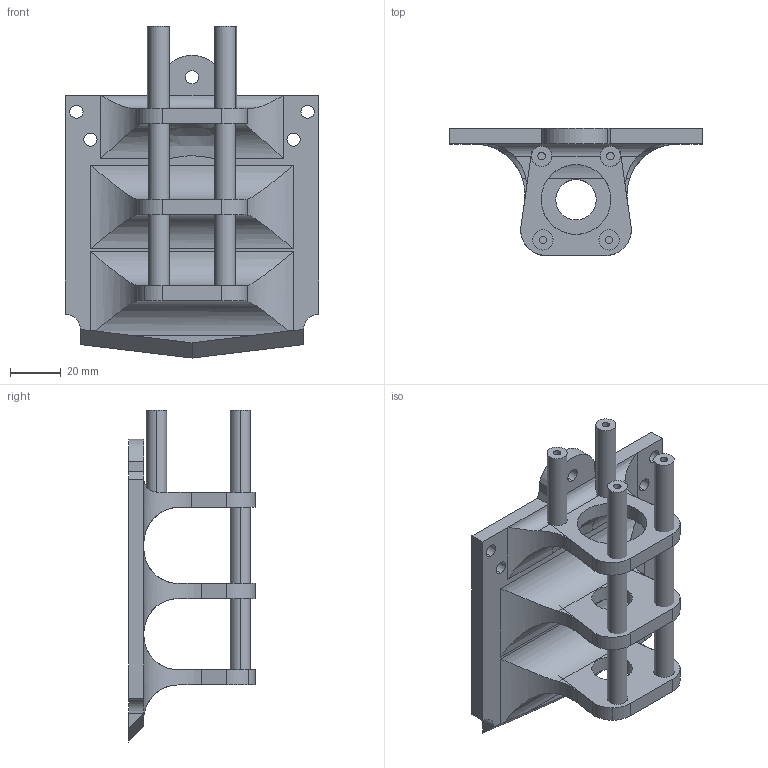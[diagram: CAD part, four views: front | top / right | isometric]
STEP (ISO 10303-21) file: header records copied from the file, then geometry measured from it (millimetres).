
FILE_DESCRIPTION (( 'STEP AP203' ), '1' );
FILE_NAME ('CarriageAssemblyPart_2.STEP', '2013-08-13T23:16:07', ( '' ), ( '' ), 'SwSTEP 2.0', 'SolidWorks 2013', '' );
FILE_SCHEMA (( 'CONFIG_CONTROL_DESIGN' ));
Length unit declared in the file: millimetre
Products named in the file (1): CarriageAssemblyPart_2
Bounding box: 100 x 49.98 x 130.76 mm (x, y, z)
Surface area: 52425.2 mm2 (no closed solid volume)
Topology: 0 solids, 8 shells, 129 faces, 331 edges, 218 vertices
Faces by surface type: cylinder 70, plane 58, bspline 1
Entity records: 4422 total; most frequent: CARTESIAN_POINT 1100, DIRECTION 702, ORIENTED_EDGE 646, EDGE_CURVE 331, AXIS2_PLACEMENT_3D 259, VERTEX_POINT 218, LINE 184, VECTOR 184
